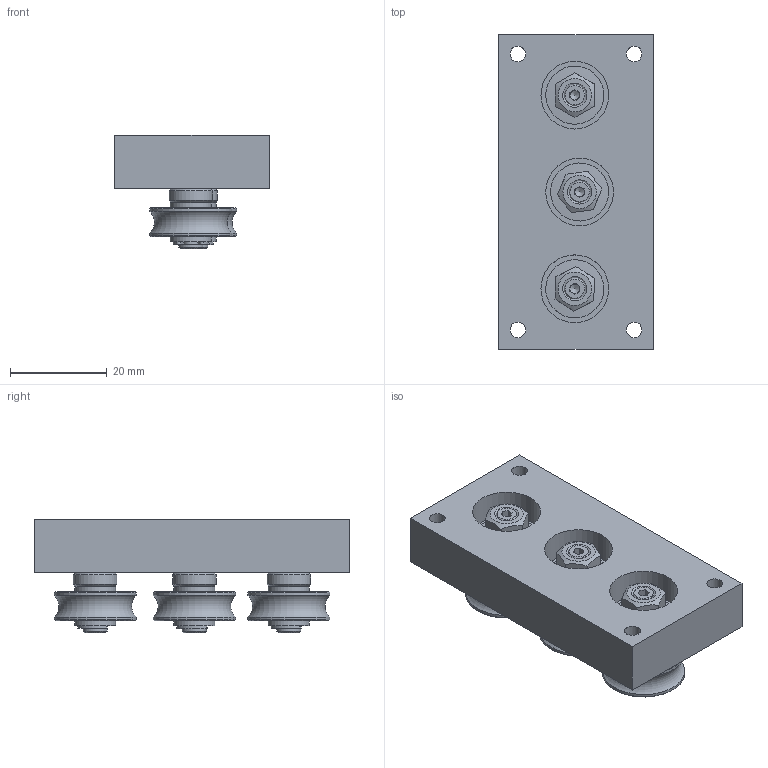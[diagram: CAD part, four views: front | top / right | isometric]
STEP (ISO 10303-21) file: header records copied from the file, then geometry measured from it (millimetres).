
FILE_DESCRIPTION(/* description */ ('CARRO IL32 '),/* implementation_level */ '2;1');
FILE_NAME(/* name */ 'GCARO0000090.stp',/* time_stamp */ '2022-07-28T11:39:02+02:00',/* author */ ('tecnico3.vi'),/* organization */ (''),/* preprocessor_version */ 'ST-DEVELOPER v18.1',/* originating_system */ 'Autodesk Inventor 2022',/* authorisation */ '');
FILE_SCHEMA (('AUTOMOTIVE_DESIGN { 1 0 10303 214 3 1 1 }'));
Length unit declared in the file: millimetre
Products named in the file (10): 60CA00009-A; 70PF00238-A; 23.517.00C; 70PE00124-A; 23.517.00E; 70PE00125-A; 80RT00012R-A; 80AER0003-A; 80MTZ0006-A; 25.502.00
Assembly tree (14 placements, depth 3):
  60CA00009-A
    70PF00238-A
    23.517.00C  x2
      70PE00124-A
      80RT00012R-A
      80MTZ0006-A
      25.502.00
      80AER0003-A
    23.517.00E
      70PE00125-A
      80RT00012R-A
      80AER0003-A
      80MTZ0006-A
      25.502.00
Bounding box: 32 x 65 x 23.5 mm (x, y, z)
Volume: 25086.4 mm3; surface area: 13868.3 mm2
Topology: 16 solids, 16 shells, 305 faces, 700 edges, 442 vertices
Faces by surface type: plane 159, cylinder 99, cone 44, torus 3
Full cylindrical faces by diameter (mm): 2 x6, 3.2 x3, 3.242 x6, 4.134 x3, 5 x15, 5.2 x3, 8.5 x6, 9 x3, 12 x3, 14 x3, 17 x6
Entity records: 4887 total; most frequent: DIRECTION 854, CARTESIAN_POINT 791, ORIENTED_EDGE 712, EDGE_CURVE 356, AXIS2_PLACEMENT_3D 326, VERTEX_POINT 227, LINE 202, VECTOR 202
